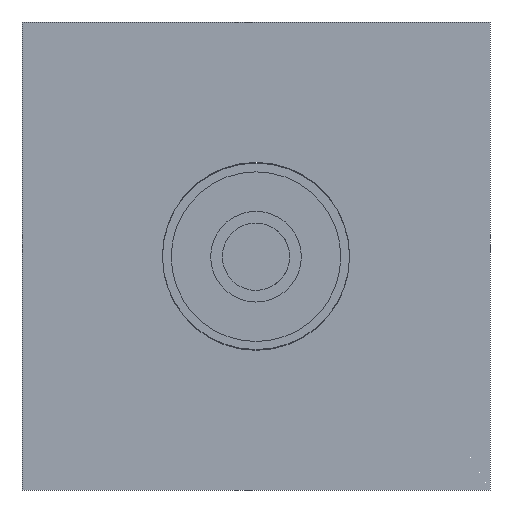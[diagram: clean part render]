
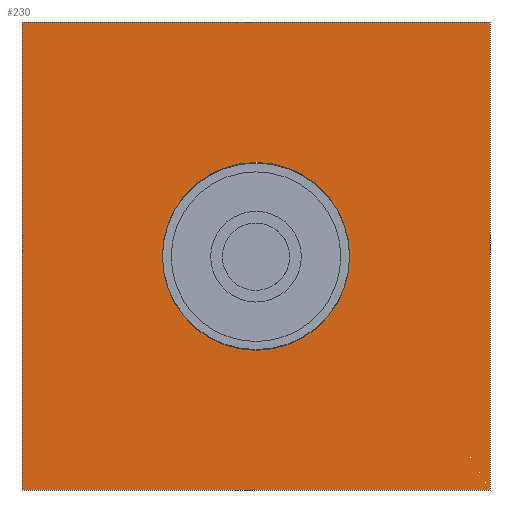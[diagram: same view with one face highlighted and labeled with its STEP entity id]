
A CAD part, front view. The second image highlights one B-rep face of the part: STEP entity #230.
In plain terms, the highlighted planar face has unit normal (0, -1, 0).
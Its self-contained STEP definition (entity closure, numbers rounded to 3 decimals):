
#127=CARTESIAN_POINT('Vertex',(40.,0.,40.)) ;
#132=CARTESIAN_POINT('Line Origine',(40.,0.,0.)) ;
#136=CARTESIAN_POINT('Vertex',(40.,0.,-40.)) ;
#167=CARTESIAN_POINT('Vertex',(-40.,0.,40.)) ;
#172=CARTESIAN_POINT('Line Origine',(0.,0.,40.)) ;
#189=CARTESIAN_POINT('Axis2P3D Location',(0.,0.,0.)) ;
#194=CARTESIAN_POINT('Line Origine',(-40.,0.,0.)) ;
#198=CARTESIAN_POINT('Vertex',(-40.,0.,-40.)) ;
#201=CARTESIAN_POINT('Line Origine',(0.,0.,-40.)) ;
#212=CARTESIAN_POINT('Axis2P3D Location',(0.,0.,0.)) ;
#216=CARTESIAN_POINT('Vertex',(-16.,0.,0.)) ;
#218=CARTESIAN_POINT('Vertex',(16.,0.,0.)) ;
#221=CARTESIAN_POINT('Axis2P3D Location',(0.,0.,0.)) ;
#134=VECTOR('Line Direction',#133,1.) ;
#174=VECTOR('Line Direction',#173,1.) ;
#196=VECTOR('Line Direction',#195,1.) ;
#203=VECTOR('Line Direction',#202,1.) ;
#133=DIRECTION('Vector Direction',(0.,0.,-1.)) ;
#173=DIRECTION('Vector Direction',(-1.,0.,0.)) ;
#190=DIRECTION('Axis2P3D Direction',(0.,1.,0.)) ;
#191=DIRECTION('Axis2P3D XDirection',(-1.,0.,0.)) ;
#195=DIRECTION('Vector Direction',(0.,0.,1.)) ;
#202=DIRECTION('Vector Direction',(1.,0.,0.)) ;
#213=DIRECTION('Axis2P3D Direction',(0.,1.,0.)) ;
#222=DIRECTION('Axis2P3D Direction',(0.,1.,0.)) ;
#192=AXIS2_PLACEMENT_3D('Plane Axis2P3D',#189,#190,#191) ;
#214=AXIS2_PLACEMENT_3D('Circle Axis2P3D',#212,#213,$) ;
#223=AXIS2_PLACEMENT_3D('Circle Axis2P3D',#221,#222,$) ;
#135=LINE('Line',#132,#134) ;
#175=LINE('Line',#172,#174) ;
#197=LINE('Line',#194,#196) ;
#204=LINE('Line',#201,#203) ;
#215=CIRCLE('generated circle',#214,16.) ;
#224=CIRCLE('generated circle',#223,16.) ;
#193=PLANE('',#192) ;
#229=FACE_BOUND('',#226,.T.) ;
#138=EDGE_CURVE('',#128,#137,#135,.T.) ;
#176=EDGE_CURVE('',#168,#128,#175,.F.) ;
#200=EDGE_CURVE('',#199,#168,#197,.T.) ;
#205=EDGE_CURVE('',#137,#199,#204,.F.) ;
#220=EDGE_CURVE('',#217,#219,#215,.T.) ;
#225=EDGE_CURVE('',#219,#217,#224,.T.) ;
#207=ORIENTED_EDGE('',*,*,#176,.F.) ;
#208=ORIENTED_EDGE('',*,*,#200,.F.) ;
#209=ORIENTED_EDGE('',*,*,#205,.F.) ;
#210=ORIENTED_EDGE('',*,*,#138,.F.) ;
#227=ORIENTED_EDGE('',*,*,#220,.T.) ;
#228=ORIENTED_EDGE('',*,*,#225,.T.) ;
#206=EDGE_LOOP('',(#207,#208,#209,#210)) ;
#226=EDGE_LOOP('',(#227,#228)) ;
#128=VERTEX_POINT('',#127) ;
#137=VERTEX_POINT('',#136) ;
#168=VERTEX_POINT('',#167) ;
#199=VERTEX_POINT('',#198) ;
#217=VERTEX_POINT('',#216) ;
#219=VERTEX_POINT('',#218) ;
#230=ADVANCED_FACE('Body.4',(#211,#229),#193,.F.) ;
#211=FACE_OUTER_BOUND('',#206,.T.) ;
